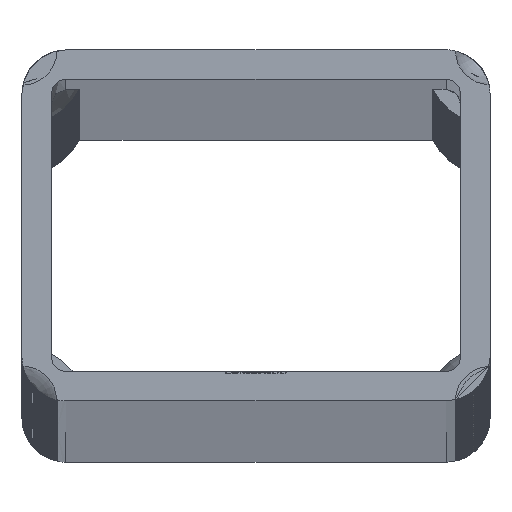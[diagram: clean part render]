
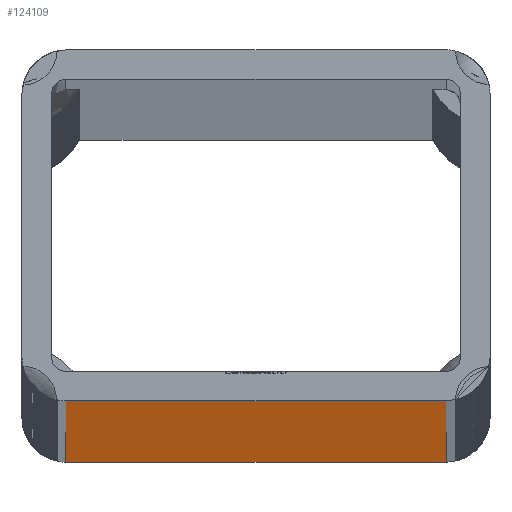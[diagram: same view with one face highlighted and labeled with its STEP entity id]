
A CAD part, top view. The second image highlights one B-rep face of the part: STEP entity #124109.
In plain terms, the highlighted planar face has unit normal (0, -1, 0).
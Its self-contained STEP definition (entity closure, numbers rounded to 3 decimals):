
#3693 = DIRECTION ( 'NONE',  ( 0., 0., -1. ) ) ;
#9099 = VERTEX_POINT ( 'NONE', #21136 ) ;
#12393 = CARTESIAN_POINT ( 'NONE',  ( -20., -15., -3000. ) ) ;
#16159 = VECTOR ( 'NONE', #126635, 1000. ) ;
#17232 = CARTESIAN_POINT ( 'NONE',  ( 16.25, -15., -3000. ) ) ;
#18394 = ORIENTED_EDGE ( 'NONE', *, *, #115875, .T. ) ;
#18602 = CARTESIAN_POINT ( 'NONE',  ( -16.25, -15., -3000. ) ) ;
#19987 = VECTOR ( 'NONE', #110473, 1000. ) ;
#21136 = CARTESIAN_POINT ( 'NONE',  ( 16.25, -15., 0. ) ) ;
#29455 = LINE ( 'NONE', #92213, #19987 ) ;
#29918 = VECTOR ( 'NONE', #105420, 1000. ) ;
#34831 = LINE ( 'NONE', #47517, #16159 ) ;
#39268 = LINE ( 'NONE', #47507, #29918 ) ;
#47085 = EDGE_CURVE ( 'NONE', #81959, #9099, #34831, .T. ) ;
#47507 = CARTESIAN_POINT ( 'NONE',  ( -20., -15., -3000. ) ) ;
#47517 = CARTESIAN_POINT ( 'NONE',  ( -20., -15., 0. ) ) ;
#51768 = ORIENTED_EDGE ( 'NONE', *, *, #62841, .T. ) ;
#62841 = EDGE_CURVE ( 'NONE', #121423, #9099, #101342, .T. ) ;
#62977 = DIRECTION ( 'NONE',  ( 0., -1., 0. ) ) ;
#64165 = EDGE_LOOP ( 'NONE', ( #67586, #120904, #18394, #51768 ) ) ;
#64842 = DIRECTION ( 'NONE',  ( 0., 0., 1. ) ) ;
#67586 = ORIENTED_EDGE ( 'NONE', *, *, #47085, .F. ) ;
#75016 = VECTOR ( 'NONE', #64842, 1000. ) ;
#76949 = AXIS2_PLACEMENT_3D ( 'NONE', #12393, #62977, #3693 ) ;
#78729 = EDGE_CURVE ( 'NONE', #81959, #89547, #29455, .T. ) ;
#81909 = FACE_OUTER_BOUND ( 'NONE', #64165, .T. ) ;
#81959 = VERTEX_POINT ( 'NONE', #106218 ) ;
#82652 = CARTESIAN_POINT ( 'NONE',  ( 16.25, -15., -3000. ) ) ;
#89547 = VERTEX_POINT ( 'NONE', #18602 ) ;
#92213 = CARTESIAN_POINT ( 'NONE',  ( -16.25, -15., -3000. ) ) ;
#101342 = LINE ( 'NONE', #17232, #75016 ) ;
#105420 = DIRECTION ( 'NONE',  ( 1., 0., 0. ) ) ;
#106218 = CARTESIAN_POINT ( 'NONE',  ( -16.25, -15., 0. ) ) ;
#110473 = DIRECTION ( 'NONE',  ( 0., 0., -1. ) ) ;
#112337 = PLANE ( 'NONE',  #76949 ) ;
#115875 = EDGE_CURVE ( 'NONE', #89547, #121423, #39268, .T. ) ;
#120904 = ORIENTED_EDGE ( 'NONE', *, *, #78729, .T. ) ;
#121423 = VERTEX_POINT ( 'NONE', #82652 ) ;
#124109 = ADVANCED_FACE ( 'NONE', ( #81909 ), #112337, .T. ) ;
#126635 = DIRECTION ( 'NONE',  ( 1., 0., 0. ) ) ;
